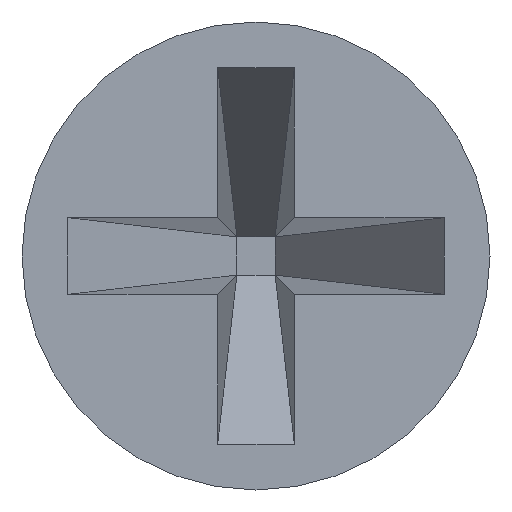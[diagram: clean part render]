
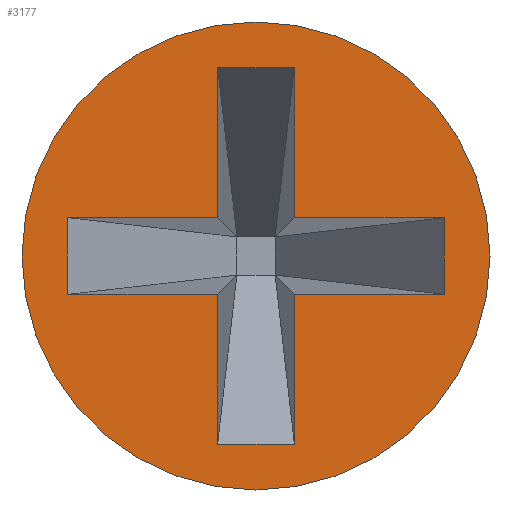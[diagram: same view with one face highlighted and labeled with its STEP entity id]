
A CAD part, left-side view. The second image highlights one B-rep face of the part: STEP entity #3177.
In plain terms, the highlighted planar face has unit normal (-1, 0, 0).
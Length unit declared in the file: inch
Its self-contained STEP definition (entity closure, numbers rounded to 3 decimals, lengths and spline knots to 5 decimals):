
#75 = DIRECTION ( 'NONE',  ( 0., 0., -1. ) ) ;
#116 = CARTESIAN_POINT ( 'NONE',  ( 0., 0., 0. ) ) ;
#143 = VECTOR ( 'NONE', #75, 39.37008 ) ;
#181 = VERTEX_POINT ( 'NONE', #3722 ) ;
#253 = ORIENTED_EDGE ( 'NONE', *, *, #1583, .T. ) ;
#270 = CARTESIAN_POINT ( 'NONE',  ( 0., 0.0785, 0.016 ) ) ;
#274 = EDGE_CURVE ( 'NONE', #1997, #3074, #1330, .T. ) ;
#336 = VECTOR ( 'NONE', #3562, 39.37008 ) ;
#373 = EDGE_CURVE ( 'NONE', #438, #2902, #956, .T. ) ;
#438 = VERTEX_POINT ( 'NONE', #1907 ) ;
#575 = DIRECTION ( 'NONE',  ( 0., 0., 1. ) ) ;
#581 = ORIENTED_EDGE ( 'NONE', *, *, #2741, .T. ) ;
#715 = CARTESIAN_POINT ( 'NONE',  ( 0., -0.0785, -0.016 ) ) ;
#729 = EDGE_CURVE ( 'NONE', #1120, #3528, #854, .T. ) ;
#786 = CARTESIAN_POINT ( 'NONE',  ( 0., 0.0785, -0.016 ) ) ;
#809 = EDGE_CURVE ( 'NONE', #2902, #3338, #903, .T. ) ;
#851 = DIRECTION ( 'NONE',  ( -1., 0., 0. ) ) ;
#854 = LINE ( 'NONE', #786, #1231 ) ;
#903 = LINE ( 'NONE', #3577, #336 ) ;
#931 = EDGE_CURVE ( 'NONE', #3074, #1997, #1189, .T. ) ;
#956 = LINE ( 'NONE', #2097, #143 ) ;
#995 = DIRECTION ( 'NONE',  ( 0., 0., 1. ) ) ;
#1012 = ORIENTED_EDGE ( 'NONE', *, *, #3163, .T. ) ;
#1028 = CARTESIAN_POINT ( 'NONE',  ( 0., 0., 0. ) ) ;
#1120 = VERTEX_POINT ( 'NONE', #3378 ) ;
#1124 = ORIENTED_EDGE ( 'NONE', *, *, #3446, .T. ) ;
#1133 = ORIENTED_EDGE ( 'NONE', *, *, #2886, .T. ) ;
#1163 = AXIS2_PLACEMENT_3D ( 'NONE', #116, #2763, #2545 ) ;
#1189 = CIRCLE ( 'NONE', #1163, 0.0975 ) ;
#1215 = CARTESIAN_POINT ( 'NONE',  ( 0., 0.016, -0.0785 ) ) ;
#1231 = VECTOR ( 'NONE', #575, 39.37008 ) ;
#1251 = ORIENTED_EDGE ( 'NONE', *, *, #373, .T. ) ;
#1257 = VERTEX_POINT ( 'NONE', #2203 ) ;
#1318 = VERTEX_POINT ( 'NONE', #1453 ) ;
#1320 = CARTESIAN_POINT ( 'NONE',  ( 0., 0.016, -0.0785 ) ) ;
#1330 = CIRCLE ( 'NONE', #2529, 0.0975 ) ;
#1341 = LINE ( 'NONE', #270, #1358 ) ;
#1358 = VECTOR ( 'NONE', #3852, 39.37008 ) ;
#1453 = CARTESIAN_POINT ( 'NONE',  ( 0., -0.016, 0.0785 ) ) ;
#1460 = CARTESIAN_POINT ( 'NONE',  ( 0., 0.016, -0.0785 ) ) ;
#1583 = EDGE_CURVE ( 'NONE', #3160, #438, #1341, .T. ) ;
#1608 = CARTESIAN_POINT ( 'NONE',  ( 0., 0.0785, 0.016 ) ) ;
#1639 = EDGE_CURVE ( 'NONE', #3338, #181, #2205, .T. ) ;
#1650 = DIRECTION ( 'NONE',  ( 0., 1., 0. ) ) ;
#1701 = VECTOR ( 'NONE', #2284, 39.37008 ) ;
#1734 = DIRECTION ( 'NONE',  ( 0., -1., 0. ) ) ;
#1738 = LINE ( 'NONE', #2003, #1701 ) ;
#1763 = ORIENTED_EDGE ( 'NONE', *, *, #729, .T. ) ;
#1907 = CARTESIAN_POINT ( 'NONE',  ( 0., -0.0785, 0.016 ) ) ;
#1920 = EDGE_CURVE ( 'NONE', #1318, #3160, #1738, .T. ) ;
#1921 = EDGE_LOOP ( 'NONE', ( #3827, #2765 ) ) ;
#1997 = VERTEX_POINT ( 'NONE', #3393 ) ;
#2003 = CARTESIAN_POINT ( 'NONE',  ( 0., -0.016, 0.0785 ) ) ;
#2054 = DIRECTION ( 'NONE',  ( 0., 0., 1. ) ) ;
#2062 = CARTESIAN_POINT ( 'NONE',  ( 0., 0.016, -0.016 ) ) ;
#2074 = EDGE_LOOP ( 'NONE', ( #2653, #2673, #581, #1012, #2894, #1763, #1124, #3832, #1133, #3429, #253, #1251 ) ) ;
#2087 = CARTESIAN_POINT ( 'NONE',  ( 0., -0.016, 0.016 ) ) ;
#2097 = CARTESIAN_POINT ( 'NONE',  ( 0., -0.0785, 0.016 ) ) ;
#2134 = CARTESIAN_POINT ( 'NONE',  ( 0., -0.016, -0.016 ) ) ;
#2173 = CARTESIAN_POINT ( 'NONE',  ( 0., 0.016, 0.0785 ) ) ;
#2193 = DIRECTION ( 'NONE',  ( 0., -1., 0. ) ) ;
#2203 = CARTESIAN_POINT ( 'NONE',  ( 0., 0.016, 0.016 ) ) ;
#2205 = LINE ( 'NONE', #2258, #2222 ) ;
#2222 = VECTOR ( 'NONE', #3739, 39.37008 ) ;
#2226 = VERTEX_POINT ( 'NONE', #2062 ) ;
#2258 = CARTESIAN_POINT ( 'NONE',  ( 0., -0.016, 0.0785 ) ) ;
#2284 = DIRECTION ( 'NONE',  ( 0., 0., -1. ) ) ;
#2322 = CARTESIAN_POINT ( 'NONE',  ( 0., -0.016, -0.0785 ) ) ;
#2507 = DIRECTION ( 'NONE',  ( -1., 0., 0. ) ) ;
#2529 = AXIS2_PLACEMENT_3D ( 'NONE', #1028, #2507, #3116 ) ;
#2545 = DIRECTION ( 'NONE',  ( 0., 0., 1. ) ) ;
#2580 = VERTEX_POINT ( 'NONE', #1320 ) ;
#2648 = CARTESIAN_POINT ( 'NONE',  ( 0., 0., 0. ) ) ;
#2653 = ORIENTED_EDGE ( 'NONE', *, *, #809, .T. ) ;
#2673 = ORIENTED_EDGE ( 'NONE', *, *, #1639, .T. ) ;
#2741 = EDGE_CURVE ( 'NONE', #181, #2580, #2856, .T. ) ;
#2763 = DIRECTION ( 'NONE',  ( -1., 0., 0. ) ) ;
#2765 = ORIENTED_EDGE ( 'NONE', *, *, #931, .T. ) ;
#2792 = LINE ( 'NONE', #1215, #2836 ) ;
#2833 = EDGE_CURVE ( 'NONE', #1257, #3530, #2792, .T. ) ;
#2836 = VECTOR ( 'NONE', #995, 39.37008 ) ;
#2851 = DIRECTION ( 'NONE',  ( 0., 1., 0. ) ) ;
#2856 = LINE ( 'NONE', #2322, #2867 ) ;
#2860 = CARTESIAN_POINT ( 'NONE',  ( 0., 0.0785, 0.016 ) ) ;
#2867 = VECTOR ( 'NONE', #1650, 39.37008 ) ;
#2883 = LINE ( 'NONE', #2173, #2888 ) ;
#2886 = EDGE_CURVE ( 'NONE', #3530, #1318, #2883, .T. ) ;
#2888 = VECTOR ( 'NONE', #1734, 39.37008 ) ;
#2894 = ORIENTED_EDGE ( 'NONE', *, *, #3037, .T. ) ;
#2902 = VERTEX_POINT ( 'NONE', #715 ) ;
#2970 = DIRECTION ( 'NONE',  ( 0., 0., 1. ) ) ;
#3014 = VECTOR ( 'NONE', #2193, 39.37008 ) ;
#3037 = EDGE_CURVE ( 'NONE', #2226, #1120, #3643, .T. ) ;
#3074 = VERTEX_POINT ( 'NONE', #3552 ) ;
#3116 = DIRECTION ( 'NONE',  ( 0., 0., 1. ) ) ;
#3134 = AXIS2_PLACEMENT_3D ( 'NONE', #2648, #851, #2970 ) ;
#3160 = VERTEX_POINT ( 'NONE', #2087 ) ;
#3162 = CARTESIAN_POINT ( 'NONE',  ( 0., 0.016, 0.0785 ) ) ;
#3163 = EDGE_CURVE ( 'NONE', #2580, #2226, #3448, .T. ) ;
#3169 = CARTESIAN_POINT ( 'NONE',  ( 0., -0.0785, -0.016 ) ) ;
#3177 = ADVANCED_FACE ( 'NONE', ( #3358, #3411 ), #3257, .T. ) ;
#3257 = PLANE ( 'NONE',  #3134 ) ;
#3338 = VERTEX_POINT ( 'NONE', #2134 ) ;
#3358 = FACE_OUTER_BOUND ( 'NONE', #1921, .T. ) ;
#3378 = CARTESIAN_POINT ( 'NONE',  ( 0., 0.0785, -0.016 ) ) ;
#3393 = CARTESIAN_POINT ( 'NONE',  ( 0., 0., 0.0975 ) ) ;
#3403 = VECTOR ( 'NONE', #2054, 39.37008 ) ;
#3411 = FACE_BOUND ( 'NONE', #2074, .T. ) ;
#3429 = ORIENTED_EDGE ( 'NONE', *, *, #1920, .T. ) ;
#3446 = EDGE_CURVE ( 'NONE', #3528, #1257, #3665, .T. ) ;
#3448 = LINE ( 'NONE', #1460, #3403 ) ;
#3528 = VERTEX_POINT ( 'NONE', #2860 ) ;
#3530 = VERTEX_POINT ( 'NONE', #3162 ) ;
#3552 = CARTESIAN_POINT ( 'NONE',  ( 0., 0., -0.0975 ) ) ;
#3562 = DIRECTION ( 'NONE',  ( 0., 1., 0. ) ) ;
#3577 = CARTESIAN_POINT ( 'NONE',  ( 0., -0.0785, -0.016 ) ) ;
#3594 = VECTOR ( 'NONE', #2851, 39.37008 ) ;
#3643 = LINE ( 'NONE', #3169, #3594 ) ;
#3665 = LINE ( 'NONE', #1608, #3014 ) ;
#3722 = CARTESIAN_POINT ( 'NONE',  ( 0., -0.016, -0.0785 ) ) ;
#3739 = DIRECTION ( 'NONE',  ( 0., 0., -1. ) ) ;
#3827 = ORIENTED_EDGE ( 'NONE', *, *, #274, .T. ) ;
#3832 = ORIENTED_EDGE ( 'NONE', *, *, #2833, .T. ) ;
#3852 = DIRECTION ( 'NONE',  ( 0., -1., 0. ) ) ;
